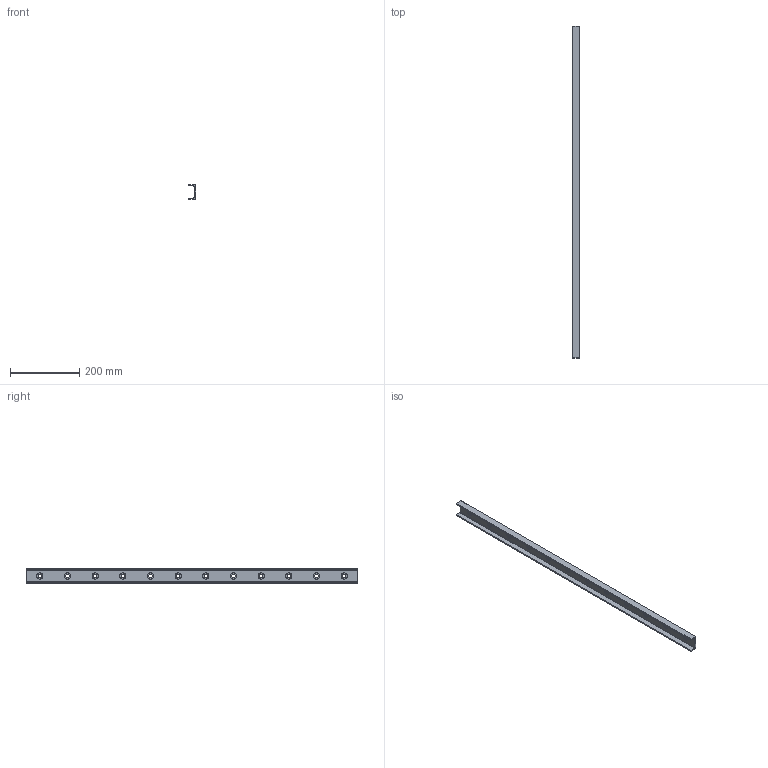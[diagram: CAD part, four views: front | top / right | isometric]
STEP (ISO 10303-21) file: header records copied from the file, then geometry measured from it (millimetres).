
FILE_DESCRIPTION( ( 'Unknown' ), '1' );
FILE_NAME( 'LCU43-0960C.stp', 'Unknown', ( 'Unknown' ), ( 'Unknown' ), 'PSStep 17.0.49', 'Unknown', ' ' );
FILE_SCHEMA( ( 'AUTOMOTIVE_DESIGN { 1 0 10303 214 1 1 1 1 }' ) );
Length unit declared in the file: millimetre
Products named in the file (1): 1
Bounding box: 21 x 960 x 43 mm (x, y, z)
Volume: 304559.7 mm3; surface area: 153337.3 mm2
Topology: 1 solids, 1 shells, 52 faces, 126 edges, 88 vertices
Faces by surface type: cylinder 30, plane 22
Full cylindrical faces by diameter (mm): 10.5 x12, 18 x12
Entity records: 1818 total; most frequent: DIRECTION 256, CARTESIAN_POINT 219, ORIENTED_EDGE 180, AXIS2_PLACEMENT_3D 113, EDGE_LOOP 112, EDGE_CURVE 90, FACE_OUTER_BOUND 76, VERTEX_POINT 76
